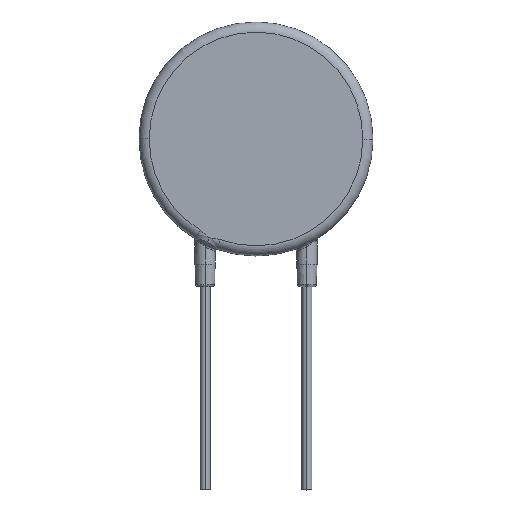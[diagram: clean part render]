
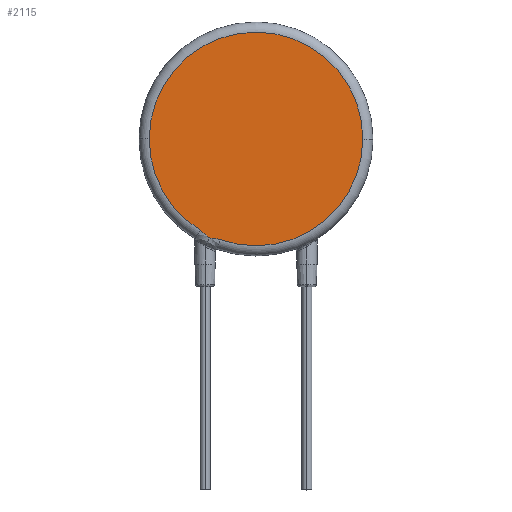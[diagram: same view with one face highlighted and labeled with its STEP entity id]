
A CAD part, top view. The second image highlights one B-rep face of the part: STEP entity #2115.
In plain terms, the highlighted planar face has unit normal (0, 0, 1).
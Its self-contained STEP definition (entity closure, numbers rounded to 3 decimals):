
#35 = AXIS2_PLACEMENT_3D ( 'NONE', #1927, #1754, #1402 ) ;
#67 = CARTESIAN_POINT ( 'NONE',  ( -5.009, 5.151, 2. ) ) ;
#79 = EDGE_CURVE ( 'NONE', #1149, #447, #706, .T. ) ;
#90 = VERTEX_POINT ( 'NONE', #2211 ) ;
#103 = CARTESIAN_POINT ( 'NONE',  ( -3.72, 4.666, 2. ) ) ;
#148 = DIRECTION ( 'NONE',  ( -0.334, -0.943, 0. ) ) ;
#162 = CARTESIAN_POINT ( 'NONE',  ( 0., 14.5, 2. ) ) ;
#198 = CARTESIAN_POINT ( 'NONE',  ( -4.354, 4.734, 2. ) ) ;
#222 = VERTEX_POINT ( 'NONE', #1692 ) ;
#280 = EDGE_CURVE ( 'NONE', #90, #1149, #880, .T. ) ;
#281 = AXIS2_PLACEMENT_3D ( 'NONE', #2099, #330, #1935 ) ;
#301 = CARTESIAN_POINT ( 'NONE',  ( -5.426, 5.511, 2. ) ) ;
#310 = CARTESIAN_POINT ( 'NONE',  ( -5.091, 5.233, 2. ) ) ;
#330 = DIRECTION ( 'NONE',  ( 0., 0., 1. ) ) ;
#344 = ORIENTED_EDGE ( 'NONE', *, *, #280, .T. ) ;
#378 = CARTESIAN_POINT ( 'NONE',  ( -4.414, 4.746, 2. ) ) ;
#441 = CARTESIAN_POINT ( 'NONE',  ( -3.87, 4.687, 2. ) ) ;
#447 = VERTEX_POINT ( 'NONE', #1363 ) ;
#450 = CARTESIAN_POINT ( 'NONE',  ( -5.466, 5.535, 2. ) ) ;
#454 = CARTESIAN_POINT ( 'NONE',  ( -3.845, 4.684, 2. ) ) ;
#526 = CARTESIAN_POINT ( 'NONE',  ( -5.297, 5.417, 2. ) ) ;
#590 = CARTESIAN_POINT ( 'NONE',  ( -4.265, 4.722, 2. ) ) ;
#611 = CARTESIAN_POINT ( 'NONE',  ( -4.31, 4.728, 2. ) ) ;
#627 = EDGE_CURVE ( 'NONE', #1104, #222, #1384, .T. ) ;
#706 = B_SPLINE_CURVE_WITH_KNOTS ( 'NONE', 3,
 ( #1196, #301, #1569, #526, #1185, #1760, #831, #2233, #1009, #1706, #310, #845, #2247, #1021, #1651, #67, #2026, #778, #1670, #1313, #999, #808, #2019, #1506, #1694, #1299, #2223, #1493, #1337 ),
 .UNSPECIFIED., .F., .F.,
 ( 4, 1, 1, 1, 2, 2, 1, 1, 1, 2, 2, 2, 2, 1, 1, 1, 2, 2, 4 ),
 ( 0., 0.125, 0.187, 0.219, 0.234, 0.25, 0.375, 0.437, 0.469, 0.484, 0.5, 0.562, 0.625, 0.687, 0.719, 0.734, 0.742, 0.75, 1. ),
 .UNSPECIFIED. ) ;
#761 = EDGE_CURVE ( 'NONE', #447, #1104, #2036, .T. ) ;
#778 = CARTESIAN_POINT ( 'NONE',  ( -4.965, 5.106, 2. ) ) ;
#781 = CARTESIAN_POINT ( 'NONE',  ( 0., 14.5, 2. ) ) ;
#785 = CARTESIAN_POINT ( 'NONE',  ( -4.335, 4.731, 2. ) ) ;
#808 = CARTESIAN_POINT ( 'NONE',  ( -4.868, 5.01, 2. ) ) ;
#814 = EDGE_LOOP ( 'NONE', ( #1581, #1963, #1727, #1721, #344 ) ) ;
#831 = CARTESIAN_POINT ( 'NONE',  ( -5.237, 5.367, 2. ) ) ;
#845 = CARTESIAN_POINT ( 'NONE',  ( -5.058, 5.2, 2. ) ) ;
#880 = CIRCLE ( 'NONE', #1163, 10.5 ) ;
#908 = CARTESIAN_POINT ( 'NONE',  ( -4.345, 4.733, 2. ) ) ;
#956 = CARTESIAN_POINT ( 'NONE',  ( -3.508, 4.603, 2. ) ) ;
#999 = CARTESIAN_POINT ( 'NONE',  ( -4.895, 5.036, 2. ) ) ;
#1009 = CARTESIAN_POINT ( 'NONE',  ( -5.199, 5.335, 2. ) ) ;
#1021 = CARTESIAN_POINT ( 'NONE',  ( -5.034, 5.176, 2. ) ) ;
#1074 = CARTESIAN_POINT ( 'NONE',  ( -4.583, 4.803, 2. ) ) ;
#1082 = CARTESIAN_POINT ( 'NONE',  ( -4.374, 4.738, 2. ) ) ;
#1104 = VERTEX_POINT ( 'NONE', #1132 ) ;
#1123 = CARTESIAN_POINT ( 'NONE',  ( -3.61, 4.639, 2. ) ) ;
#1132 = CARTESIAN_POINT ( 'NONE',  ( -3.508, 4.603, 2. ) ) ;
#1145 = CARTESIAN_POINT ( 'NONE',  ( -3.845, 4.684, 2. ) ) ;
#1149 = VERTEX_POINT ( 'NONE', #450 ) ;
#1154 = CARTESIAN_POINT ( 'NONE',  ( -3.855, 4.685, 2. ) ) ;
#1163 = AXIS2_PLACEMENT_3D ( 'NONE', #162, #1371, #148 ) ;
#1185 = CARTESIAN_POINT ( 'NONE',  ( -5.262, 5.388, 2. ) ) ;
#1196 = CARTESIAN_POINT ( 'NONE',  ( -5.466, 5.535, 2. ) ) ;
#1197 = CIRCLE ( 'NONE', #281, 10.5 ) ;
#1249 = CARTESIAN_POINT ( 'NONE',  ( -4.489, 4.765, 2. ) ) ;
#1299 = CARTESIAN_POINT ( 'NONE',  ( -4.843, 4.987, 2. ) ) ;
#1311 = DIRECTION ( 'NONE',  ( -0.334, -0.943, 0. ) ) ;
#1313 = CARTESIAN_POINT ( 'NONE',  ( -4.919, 5.06, 2. ) ) ;
#1314 = CARTESIAN_POINT ( 'NONE',  ( -4.202, 4.717, 2. ) ) ;
#1337 = CARTESIAN_POINT ( 'NONE',  ( -4.583, 4.803, 2. ) ) ;
#1363 = CARTESIAN_POINT ( 'NONE',  ( -4.583, 4.803, 2. ) ) ;
#1371 = DIRECTION ( 'NONE',  ( 0., 0., 1. ) ) ;
#1384 = CIRCLE ( 'NONE', #1795, 10.5 ) ;
#1402 = DIRECTION ( 'NONE',  ( -1., 0., 0. ) ) ;
#1493 = CARTESIAN_POINT ( 'NONE',  ( -4.665, 4.842, 2. ) ) ;
#1506 = CARTESIAN_POINT ( 'NONE',  ( -4.848, 4.992, 2. ) ) ;
#1569 = CARTESIAN_POINT ( 'NONE',  ( -5.367, 5.47, 2. ) ) ;
#1581 = ORIENTED_EDGE ( 'NONE', *, *, #79, .T. ) ;
#1651 = CARTESIAN_POINT ( 'NONE',  ( -5.028, 5.17, 2. ) ) ;
#1670 = CARTESIAN_POINT ( 'NONE',  ( -4.951, 5.092, 2. ) ) ;
#1692 = CARTESIAN_POINT ( 'NONE',  ( 10.5, 14.47, 2. ) ) ;
#1694 = CARTESIAN_POINT ( 'NONE',  ( -4.844, 4.988, 2. ) ) ;
#1696 = EDGE_CURVE ( 'NONE', #222, #90, #1197, .T. ) ;
#1706 = CARTESIAN_POINT ( 'NONE',  ( -5.153, 5.293, 2. ) ) ;
#1721 = ORIENTED_EDGE ( 'NONE', *, *, #1696, .T. ) ;
#1727 = ORIENTED_EDGE ( 'NONE', *, *, #627, .T. ) ;
#1742 = PLANE ( 'NONE',  #35 ) ;
#1754 = DIRECTION ( 'NONE',  ( 0., 0., 1. ) ) ;
#1760 = CARTESIAN_POINT ( 'NONE',  ( -5.247, 5.376, 2. ) ) ;
#1795 = AXIS2_PLACEMENT_3D ( 'NONE', #781, #2220, #1311 ) ;
#1823 = CARTESIAN_POINT ( 'NONE',  ( -4.134, 4.711, 2. ) ) ;
#1856 = CARTESIAN_POINT ( 'NONE',  ( -3.975, 4.699, 2. ) ) ;
#1871 = CARTESIAN_POINT ( 'NONE',  ( -4.339, 4.732, 2. ) ) ;
#1927 = CARTESIAN_POINT ( 'NONE',  ( 0., 14.5, 2. ) ) ;
#1935 = DIRECTION ( 'NONE',  ( -0.334, -0.943, 0. ) ) ;
#1963 = ORIENTED_EDGE ( 'NONE', *, *, #761, .T. ) ;
#1998 = CARTESIAN_POINT ( 'NONE',  ( -4.05, 4.705, 2. ) ) ;
#2019 = CARTESIAN_POINT ( 'NONE',  ( -4.854, 4.997, 2. ) ) ;
#2020 = CARTESIAN_POINT ( 'NONE',  ( -4.157, 4.713, 2. ) ) ;
#2026 = CARTESIAN_POINT ( 'NONE',  ( -4.994, 5.136, 2. ) ) ;
#2030 = CARTESIAN_POINT ( 'NONE',  ( -3.849, 4.684, 2. ) ) ;
#2036 = B_SPLINE_CURVE_WITH_KNOTS ( 'NONE', 3,
 ( #1074, #2138, #1249, #378, #1082, #198, #908, #1871, #785, #611, #590, #1314, #2020, #1823, #1998, #1856, #2212, #441, #1154, #2030, #1145, #454, #103, #1123, #956 ),
 .UNSPECIFIED., .F., .F.,
 ( 4, 1, 1, 1, 1, 2, 2, 1, 2, 2, 1, 1, 1, 1, 2, 2, 4 ),
 ( 0., 0.125, 0.187, 0.219, 0.234, 0.242, 0.25, 0.375, 0.437, 0.5, 0.625, 0.687, 0.719, 0.734, 0.742, 0.75, 1. ),
 .UNSPECIFIED. ) ;
#2099 = CARTESIAN_POINT ( 'NONE',  ( 0., 14.5, 2. ) ) ;
#2100 = FACE_OUTER_BOUND ( 'NONE', #814, .T. ) ;
#2115 = ADVANCED_FACE ( 'NONE', ( #2100 ), #1742, .T. ) ;
#2138 = CARTESIAN_POINT ( 'NONE',  ( -4.548, 4.786, 2. ) ) ;
#2211 = CARTESIAN_POINT ( 'NONE',  ( -10.5, 14.53, 2. ) ) ;
#2212 = CARTESIAN_POINT ( 'NONE',  ( -3.902, 4.691, 2. ) ) ;
#2220 = DIRECTION ( 'NONE',  ( 0., 0., 1. ) ) ;
#2223 = CARTESIAN_POINT ( 'NONE',  ( -4.751, 4.902, 2. ) ) ;
#2233 = CARTESIAN_POINT ( 'NONE',  ( -5.23, 5.362, 2. ) ) ;
#2247 = CARTESIAN_POINT ( 'NONE',  ( -5.044, 5.186, 2. ) ) ;
